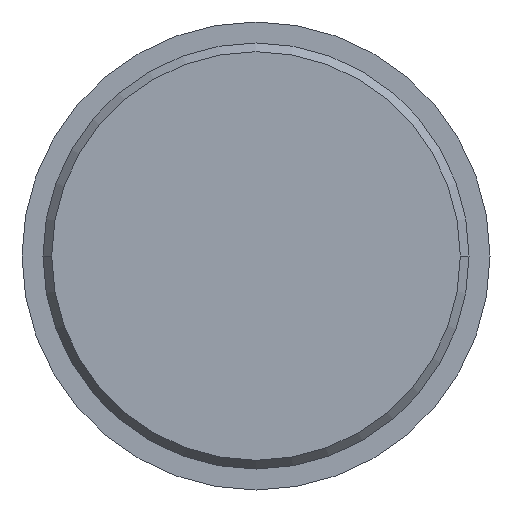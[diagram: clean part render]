
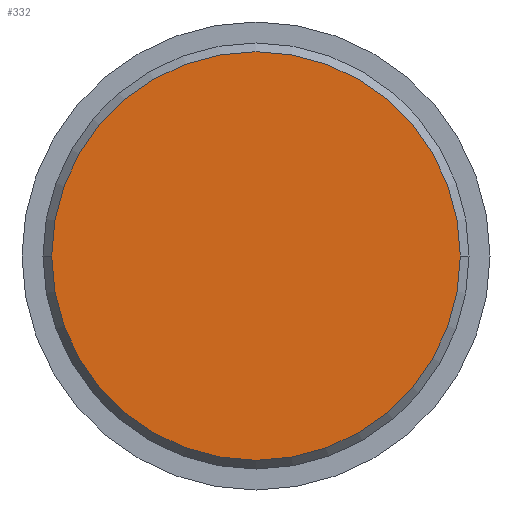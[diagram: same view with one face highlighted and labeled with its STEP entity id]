
A CAD part, front view. The second image highlights one B-rep face of the part: STEP entity #332.
In plain terms, the highlighted planar face has unit normal (0, -1, 0).
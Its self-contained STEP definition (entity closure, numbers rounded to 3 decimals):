
#9=CARTESIAN_POINT('',(0.,-36.,0.));
#10=DIRECTION('',(0.,1.,0.));
#11=DIRECTION('',(1.,0.,0.));
#12=AXIS2_PLACEMENT_3D('',#9,#10,#11);
#14=CARTESIAN_POINT('',(0.,-36.,0.));
#15=DIRECTION('',(0.,-1.,0.));
#16=DIRECTION('',(1.,0.,0.));
#17=AXIS2_PLACEMENT_3D('',#14,#15,#16);
#253=CARTESIAN_POINT('',(3.505,-36.,0.));
#255=VERTEX_POINT('',#253);
#269=CARTESIAN_POINT('',(-3.505,-36.,0.));
#271=VERTEX_POINT('',#269);
#321=CARTESIAN_POINT('',(0.,-36.,0.));
#322=DIRECTION('',(0.,-1.,0.));
#323=DIRECTION('',(-1.,0.,0.));
#324=AXIS2_PLACEMENT_3D('',#321,#322,#323);
#325=PLANE('',#324);
#327=ORIENTED_EDGE('',*,*,#326,.T.);
#329=ORIENTED_EDGE('',*,*,#328,.F.);
#330=EDGE_LOOP('',(#327,#329));
#331=FACE_OUTER_BOUND('',#330,.F.);
#332=ADVANCED_FACE('',(#331),#325,.T.);
#13=CIRCLE('',#12,3.505);
#18=CIRCLE('',#17,3.505);
#326=EDGE_CURVE('',#255,#271,#13,.T.);
#328=EDGE_CURVE('',#255,#271,#18,.T.);
